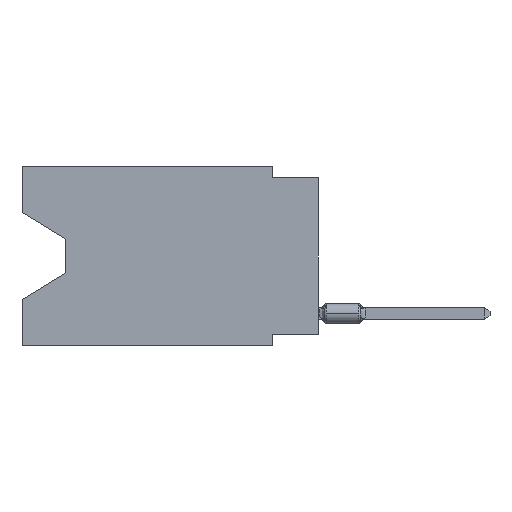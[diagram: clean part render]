
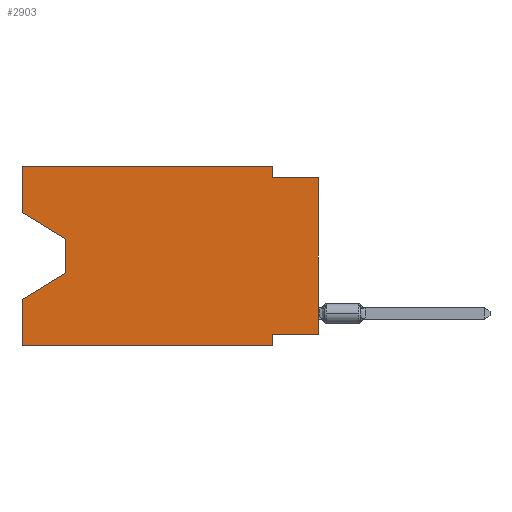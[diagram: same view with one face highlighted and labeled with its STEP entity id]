
A CAD part, left-side view. The second image highlights one B-rep face of the part: STEP entity #2903.
In plain terms, the highlighted planar face has unit normal (-1, 0, 0).
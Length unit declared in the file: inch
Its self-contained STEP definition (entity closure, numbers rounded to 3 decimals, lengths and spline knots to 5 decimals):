
#9 = CARTESIAN_POINT ( 'NONE',  ( 0., 0.55, -0.158 ) ) ;
#14 = EDGE_CURVE ( 'NONE', #17996, #1904, #10450, .T. ) ;
#214 = VECTOR ( 'NONE', #9436, 39.37008 ) ;
#871 = VERTEX_POINT ( 'NONE', #20281 ) ;
#935 = ORIENTED_EDGE ( 'NONE', *, *, #13802, .T. ) ;
#1265 = LINE ( 'NONE', #14173, #1408 ) ;
#1408 = VECTOR ( 'NONE', #2761, 39.37008 ) ;
#1565 = ORIENTED_EDGE ( 'NONE', *, *, #7575, .F. ) ;
#1715 = EDGE_CURVE ( 'NONE', #17857, #1904, #1265, .T. ) ;
#1904 = VERTEX_POINT ( 'NONE', #2417 ) ;
#1992 = ORIENTED_EDGE ( 'NONE', *, *, #5379, .F. ) ;
#2092 = ORIENTED_EDGE ( 'NONE', *, *, #19022, .T. ) ;
#2117 = VERTEX_POINT ( 'NONE', #9220 ) ;
#2252 = LINE ( 'NONE', #20221, #8674 ) ;
#2417 = CARTESIAN_POINT ( 'NONE',  ( 0., 0., -0.025 ) ) ;
#2422 = VECTOR ( 'NONE', #11476, 39.37008 ) ;
#2761 = DIRECTION ( 'NONE',  ( 0., -1., 0. ) ) ;
#2903 = ADVANCED_FACE ( 'NONE', ( #15996 ), #4275, .F. ) ;
#3015 = LINE ( 'NONE', #5997, #7640 ) ;
#3424 = LINE ( 'NONE', #11307, #5825 ) ;
#3504 = LINE ( 'NONE', #20961, #20746 ) ;
#4140 = VERTEX_POINT ( 'NONE', #10667 ) ;
#4275 = PLANE ( 'NONE',  #19726 ) ;
#4418 = CARTESIAN_POINT ( 'NONE',  ( 0., 0.645, -0.10025 ) ) ;
#4533 = ORIENTED_EDGE ( 'NONE', *, *, #14, .T. ) ;
#5028 = CARTESIAN_POINT ( 'NONE',  ( 0., 0.1, -0.39 ) ) ;
#5379 = EDGE_CURVE ( 'NONE', #6456, #10869, #12372, .T. ) ;
#5474 = EDGE_CURVE ( 'NONE', #9844, #4140, #3424, .T. ) ;
#5711 = CARTESIAN_POINT ( 'NONE',  ( 0., 0.1, -0.39 ) ) ;
#5825 = VECTOR ( 'NONE', #14526, 39.37008 ) ;
#5997 = CARTESIAN_POINT ( 'NONE',  ( 0., 0.55, -0.158 ) ) ;
#6076 = CARTESIAN_POINT ( 'NONE',  ( 0., 0.645, 0. ) ) ;
#6191 = CARTESIAN_POINT ( 'NONE',  ( 0., 0., -0.365 ) ) ;
#6456 = VERTEX_POINT ( 'NONE', #7268 ) ;
#6538 = CARTESIAN_POINT ( 'NONE',  ( 0., 0., -0.365 ) ) ;
#6769 = VERTEX_POINT ( 'NONE', #5028 ) ;
#7268 = CARTESIAN_POINT ( 'NONE',  ( 0., 0.645, 0. ) ) ;
#7458 = DIRECTION ( 'NONE',  ( 0., 0., 1. ) ) ;
#7565 = ORIENTED_EDGE ( 'NONE', *, *, #1715, .F. ) ;
#7575 = EDGE_CURVE ( 'NONE', #17996, #12105, #11326, .T. ) ;
#7640 = VECTOR ( 'NONE', #19095, 39.37008 ) ;
#7792 = DIRECTION ( 'NONE',  ( 1., 0., 0. ) ) ;
#7906 = CARTESIAN_POINT ( 'NONE',  ( 0., 0.645, 0. ) ) ;
#7963 = LINE ( 'NONE', #19449, #2422 ) ;
#8674 = VECTOR ( 'NONE', #12141, 39.37008 ) ;
#8954 = VECTOR ( 'NONE', #7458, 39.37008 ) ;
#9220 = CARTESIAN_POINT ( 'NONE',  ( 0., 0.645, -0.10025 ) ) ;
#9436 = DIRECTION ( 'NONE',  ( 0., -0.855, -0.519 ) ) ;
#9744 = CARTESIAN_POINT ( 'NONE',  ( 0., 0.55, -0.232 ) ) ;
#9844 = VERTEX_POINT ( 'NONE', #9744 ) ;
#10450 = LINE ( 'NONE', #18743, #8954 ) ;
#10667 = CARTESIAN_POINT ( 'NONE',  ( 0., 0.645, -0.28975 ) ) ;
#10869 = VERTEX_POINT ( 'NONE', #18419 ) ;
#11307 = CARTESIAN_POINT ( 'NONE',  ( 0., 0.55, -0.232 ) ) ;
#11326 = LINE ( 'NONE', #6538, #14408 ) ;
#11476 = DIRECTION ( 'NONE',  ( 0., 0., 1. ) ) ;
#12105 = VERTEX_POINT ( 'NONE', #15124 ) ;
#12141 = DIRECTION ( 'NONE',  ( 0., -1., 0. ) ) ;
#12372 = LINE ( 'NONE', #7906, #14349 ) ;
#13031 = DIRECTION ( 'NONE',  ( 0., 1., 0. ) ) ;
#13509 = ORIENTED_EDGE ( 'NONE', *, *, #20957, .F. ) ;
#13800 = ORIENTED_EDGE ( 'NONE', *, *, #20780, .F. ) ;
#13802 = EDGE_CURVE ( 'NONE', #2117, #18154, #17636, .T. ) ;
#14173 = CARTESIAN_POINT ( 'NONE',  ( 0., 0., -0.025 ) ) ;
#14349 = VECTOR ( 'NONE', #18871, 39.37008 ) ;
#14408 = VECTOR ( 'NONE', #13031, 39.37008 ) ;
#14526 = DIRECTION ( 'NONE',  ( 0., 0.855, -0.519 ) ) ;
#14845 = VECTOR ( 'NONE', #15529, 39.37008 ) ;
#15124 = CARTESIAN_POINT ( 'NONE',  ( 0., 0.1, -0.365 ) ) ;
#15529 = DIRECTION ( 'NONE',  ( 0., 0., -1. ) ) ;
#15641 = LINE ( 'NONE', #15751, #17045 ) ;
#15751 = CARTESIAN_POINT ( 'NONE',  ( 0., 0.1, 0. ) ) ;
#15861 = DIRECTION ( 'NONE',  ( 0., 0., -1. ) ) ;
#15996 = FACE_OUTER_BOUND ( 'NONE', #20116, .T. ) ;
#16423 = EDGE_CURVE ( 'NONE', #18154, #9844, #3015, .T. ) ;
#16919 = ORIENTED_EDGE ( 'NONE', *, *, #16423, .T. ) ;
#17045 = VECTOR ( 'NONE', #15861, 39.37008 ) ;
#17375 = DIRECTION ( 'NONE',  ( 0., 0., -1. ) ) ;
#17437 = ORIENTED_EDGE ( 'NONE', *, *, #19549, .F. ) ;
#17636 = LINE ( 'NONE', #4418, #214 ) ;
#17709 = ORIENTED_EDGE ( 'NONE', *, *, #20547, .F. ) ;
#17857 = VERTEX_POINT ( 'NONE', #20029 ) ;
#17933 = ORIENTED_EDGE ( 'NONE', *, *, #5474, .T. ) ;
#17996 = VERTEX_POINT ( 'NONE', #6191 ) ;
#18154 = VERTEX_POINT ( 'NONE', #9 ) ;
#18419 = CARTESIAN_POINT ( 'NONE',  ( 0., 0.1, 0. ) ) ;
#18743 = CARTESIAN_POINT ( 'NONE',  ( 0., 0., 0. ) ) ;
#18871 = DIRECTION ( 'NONE',  ( 0., -1., 0. ) ) ;
#19022 = EDGE_CURVE ( 'NONE', #871, #6769, #2252, .T. ) ;
#19095 = DIRECTION ( 'NONE',  ( 0., 0., -1. ) ) ;
#19449 = CARTESIAN_POINT ( 'NONE',  ( 0., 0.645, 0. ) ) ;
#19474 = DIRECTION ( 'NONE',  ( 0., 0., 1. ) ) ;
#19549 = EDGE_CURVE ( 'NONE', #12105, #6769, #20295, .T. ) ;
#19726 = AXIS2_PLACEMENT_3D ( 'NONE', #6076, #7792, #17375 ) ;
#20029 = CARTESIAN_POINT ( 'NONE',  ( 0., 0.1, -0.025 ) ) ;
#20116 = EDGE_LOOP ( 'NONE', ( #935, #16919, #17933, #17709, #2092, #17437, #1565, #4533, #7565, #13800, #1992, #13509 ) ) ;
#20221 = CARTESIAN_POINT ( 'NONE',  ( 0., 0.645, -0.39 ) ) ;
#20281 = CARTESIAN_POINT ( 'NONE',  ( 0., 0.645, -0.39 ) ) ;
#20295 = LINE ( 'NONE', #5711, #14845 ) ;
#20547 = EDGE_CURVE ( 'NONE', #871, #4140, #3504, .T. ) ;
#20746 = VECTOR ( 'NONE', #19474, 39.37008 ) ;
#20780 = EDGE_CURVE ( 'NONE', #10869, #17857, #15641, .T. ) ;
#20957 = EDGE_CURVE ( 'NONE', #2117, #6456, #7963, .T. ) ;
#20961 = CARTESIAN_POINT ( 'NONE',  ( 0., 0.645, 0. ) ) ;
